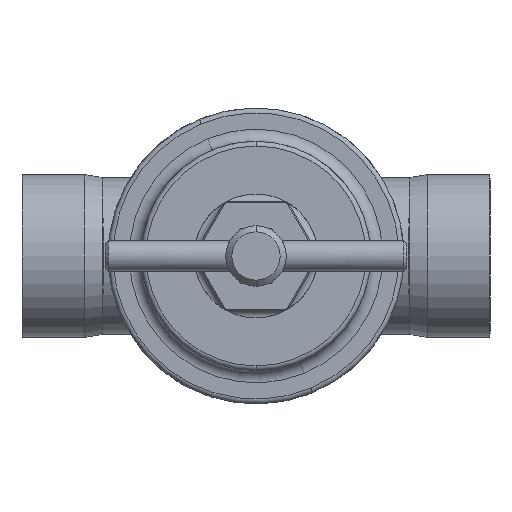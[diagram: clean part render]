
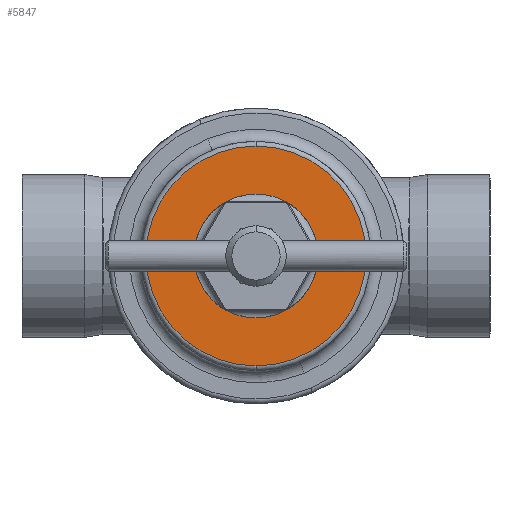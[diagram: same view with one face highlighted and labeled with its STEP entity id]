
A CAD part, front view. The second image highlights one B-rep face of the part: STEP entity #5847.
In plain terms, the highlighted planar face has unit normal (0, -1, 0).
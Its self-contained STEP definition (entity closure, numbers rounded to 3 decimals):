
#77 = EDGE_CURVE ( 'NONE', #9273, #14884, #10703, .T. ) ;
#237 = CARTESIAN_POINT ( 'NONE',  ( 0., -214.5, 20.5 ) ) ;
#439 = PLANE ( 'NONE',  #14090 ) ;
#503 = CARTESIAN_POINT ( 'NONE',  ( 0., -214.5, -20.5 ) ) ;
#537 = CIRCLE ( 'NONE', #9804, 36.4 ) ;
#865 = CARTESIAN_POINT ( 'NONE',  ( 0., -214.5, 0. ) ) ;
#946 = VERTEX_POINT ( 'NONE', #14852 ) ;
#1471 = CARTESIAN_POINT ( 'NONE',  ( 0., -214.5, 0. ) ) ;
#1693 = DIRECTION ( 'NONE',  ( 0., 1., 0. ) ) ;
#1946 = DIRECTION ( 'NONE',  ( 0., -1., 0. ) ) ;
#2390 = DIRECTION ( 'NONE',  ( 0., 0., -1. ) ) ;
#2509 = CARTESIAN_POINT ( 'NONE',  ( 0., -214.5, 0. ) ) ;
#3755 = EDGE_LOOP ( 'NONE', ( #13753, #11003 ) ) ;
#5496 = EDGE_CURVE ( 'NONE', #14884, #9273, #16864, .T. ) ;
#5630 = AXIS2_PLACEMENT_3D ( 'NONE', #2509, #14425, #2390 ) ;
#5700 = DIRECTION ( 'NONE',  ( 0., 0., 1. ) ) ;
#5847 = ADVANCED_FACE ( 'NONE', ( #14557, #16009 ), #439, .F. ) ;
#6017 = ORIENTED_EDGE ( 'NONE', *, *, #77, .F. ) ;
#7125 = CARTESIAN_POINT ( 'NONE',  ( -36.4, -214.5, 0. ) ) ;
#7424 = DIRECTION ( 'NONE',  ( 0., 0., -1. ) ) ;
#7433 = CARTESIAN_POINT ( 'NONE',  ( 0., -214.5, 0. ) ) ;
#8833 = AXIS2_PLACEMENT_3D ( 'NONE', #865, #15509, #7424 ) ;
#9273 = VERTEX_POINT ( 'NONE', #237 ) ;
#9694 = EDGE_CURVE ( 'NONE', #14556, #946, #537, .T. ) ;
#9804 = AXIS2_PLACEMENT_3D ( 'NONE', #1471, #13681, #16370 ) ;
#10703 = CIRCLE ( 'NONE', #8833, 20.5 ) ;
#11003 = ORIENTED_EDGE ( 'NONE', *, *, #16770, .T. ) ;
#13396 = ORIENTED_EDGE ( 'NONE', *, *, #5496, .F. ) ;
#13646 = AXIS2_PLACEMENT_3D ( 'NONE', #7433, #1946, #16690 ) ;
#13681 = DIRECTION ( 'NONE',  ( 0., -1., 0. ) ) ;
#13753 = ORIENTED_EDGE ( 'NONE', *, *, #9694, .T. ) ;
#13846 = CIRCLE ( 'NONE', #5630, 36.4 ) ;
#14090 = AXIS2_PLACEMENT_3D ( 'NONE', #7125, #1693, #5700 ) ;
#14425 = DIRECTION ( 'NONE',  ( 0., -1., 0. ) ) ;
#14556 = VERTEX_POINT ( 'NONE', #15306 ) ;
#14557 = FACE_BOUND ( 'NONE', #16035, .T. ) ;
#14852 = CARTESIAN_POINT ( 'NONE',  ( 0., -214.5, 36.4 ) ) ;
#14884 = VERTEX_POINT ( 'NONE', #503 ) ;
#15306 = CARTESIAN_POINT ( 'NONE',  ( 0., -214.5, -36.4 ) ) ;
#15509 = DIRECTION ( 'NONE',  ( 0., -1., 0. ) ) ;
#16009 = FACE_OUTER_BOUND ( 'NONE', #3755, .T. ) ;
#16035 = EDGE_LOOP ( 'NONE', ( #13396, #6017 ) ) ;
#16370 = DIRECTION ( 'NONE',  ( 0., 0., -1. ) ) ;
#16690 = DIRECTION ( 'NONE',  ( 0., 0., -1. ) ) ;
#16770 = EDGE_CURVE ( 'NONE', #946, #14556, #13846, .T. ) ;
#16864 = CIRCLE ( 'NONE', #13646, 20.5 ) ;
